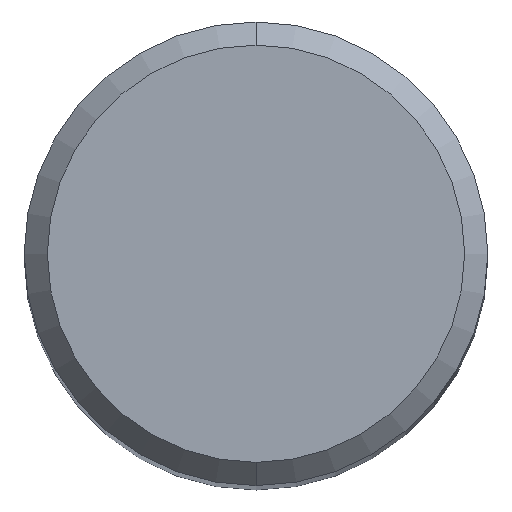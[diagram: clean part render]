
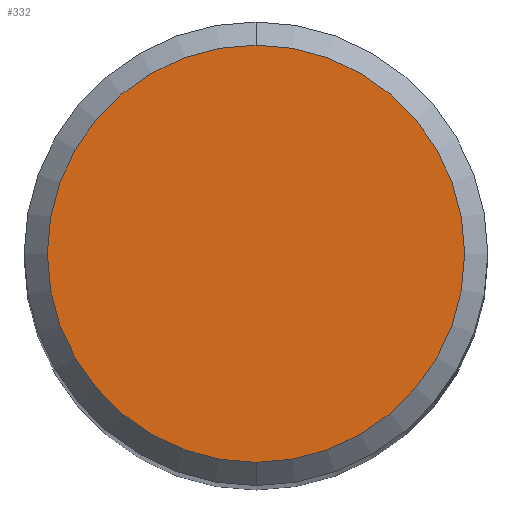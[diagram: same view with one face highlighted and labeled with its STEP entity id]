
A CAD part, top view. The second image highlights one B-rep face of the part: STEP entity #332.
In plain terms, the highlighted planar face has unit normal (0, 0, 1).
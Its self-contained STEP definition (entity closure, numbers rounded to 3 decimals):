
#202=VERTEX_POINT('',#527);
#230=VERTEX_POINT('',#558);
#246=EDGE_CURVE('',#202,#230,#577,.T.);
#332=ADVANCED_FACE('',(#674),#675,.T.);
#472=EDGE_CURVE('',#230,#202,#829,.T.);
#527=CARTESIAN_POINT('',(0.,-4.5,40.0));
#558=CARTESIAN_POINT('',(0.0,4.5,40.0));
#577=CIRCLE('',#998,4.5);
#674=FACE_OUTER_BOUND('',#1226,.T.);
#675=PLANE('',#1227);
#829=CIRCLE('',#1508,4.5);
#998=AXIS2_PLACEMENT_3D('',#1629,#1630,#1631);
#1226=EDGE_LOOP('',(#1737,#1738));
#1227=AXIS2_PLACEMENT_3D('',#1739,#1740,#1741);
#1508=AXIS2_PLACEMENT_3D('',#1918,#1919,#1920);
#1629=CARTESIAN_POINT('',(0.0,0.0,40.0));
#1630=DIRECTION('',(0.0,0.0,-1.0));
#1631=DIRECTION('',(0.0,1.0,0.0));
#1737=ORIENTED_EDGE('',*,*,#472,.F.);
#1738=ORIENTED_EDGE('',*,*,#246,.F.);
#1739=CARTESIAN_POINT('',(0.0,2.25,40.0));
#1740=DIRECTION('',(0.0,0.0,1.0));
#1741=DIRECTION('',(0.0,-1.0,0.0));
#1918=CARTESIAN_POINT('',(0.0,0.0,40.0));
#1919=DIRECTION('',(0.0,0.0,-1.0));
#1920=DIRECTION('',(0.0,1.0,0.0));
